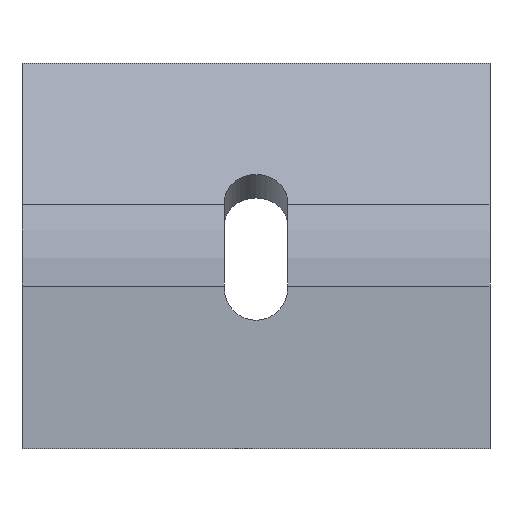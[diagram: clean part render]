
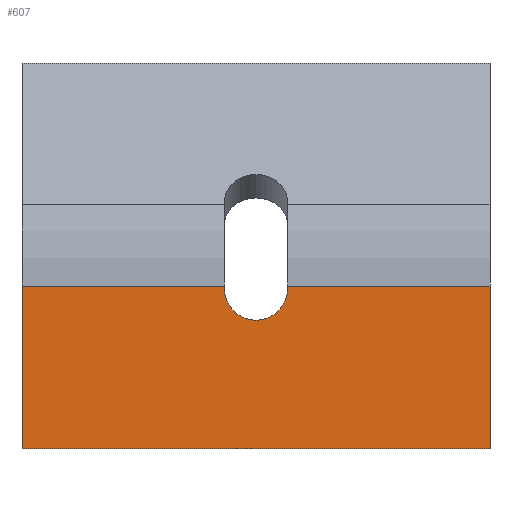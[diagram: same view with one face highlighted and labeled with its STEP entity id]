
A CAD part, left-side view. The second image highlights one B-rep face of the part: STEP entity #607.
In plain terms, the highlighted planar face has unit normal (-1, 0, 0).
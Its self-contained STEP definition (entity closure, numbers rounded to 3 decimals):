
#73=CARTESIAN_POINT('',(0.0,6.75,-7.697));
#74=VERTEX_POINT('',#73);
#92=CARTESIAN_POINT('',(0.0,50.,-7.697));
#93=VERTEX_POINT('',#92);
#101=CARTESIAN_POINT('',(0.0,6.75,-7.697));
#102=DIRECTION('',(0.0,1.0,0.0));
#103=VECTOR('',#102,43.25);
#104=LINE('',#101,#103);
#105=EDGE_CURVE('',#74,#93,#104,.T.);
#199=CARTESIAN_POINT('',(0.0,-50.,-7.697));
#200=VERTEX_POINT('',#199);
#218=CARTESIAN_POINT('',(0.0,-6.75,-7.697));
#219=VERTEX_POINT('',#218);
#227=CARTESIAN_POINT('',(0.0,-50.,-7.697));
#228=DIRECTION('',(0.0,1.0,0.0));
#229=VECTOR('',#228,43.25);
#230=LINE('',#227,#229);
#231=EDGE_CURVE('',#200,#219,#230,.T.);
#304=CARTESIAN_POINT('',(0.0,6.75,-8.25));
#305=VERTEX_POINT('',#304);
#306=CARTESIAN_POINT('',(0.0,6.75,-8.25));
#307=DIRECTION('',(0.0,0.0,1.0));
#308=VECTOR('',#307,0.553);
#309=LINE('',#306,#308);
#310=EDGE_CURVE('',#305,#74,#309,.T.);
#442=CARTESIAN_POINT('',(0.0,50.,-42.5));
#443=VERTEX_POINT('',#442);
#450=CARTESIAN_POINT('',(0.0,50.,-42.5));
#451=DIRECTION('',(0.0,0.0,1.0));
#452=VECTOR('',#451,34.803);
#453=LINE('',#450,#452);
#454=EDGE_CURVE('',#443,#93,#453,.T.);
#506=CARTESIAN_POINT('',(0.0,-50.,-42.5));
#507=VERTEX_POINT('',#506);
#508=CARTESIAN_POINT('',(0.0,-50.,-7.697));
#509=DIRECTION('',(0.0,0.0,-1.0));
#510=VECTOR('',#509,34.803);
#511=LINE('',#508,#510);
#512=EDGE_CURVE('',#200,#507,#511,.T.);
#535=CARTESIAN_POINT('',(0.0,-6.75,-8.25));
#536=VERTEX_POINT('',#535);
#543=CARTESIAN_POINT('',(0.0,-6.75,-7.697));
#544=DIRECTION('',(0.0,0.0,-1.0));
#545=VECTOR('',#544,0.553);
#546=LINE('',#543,#545);
#547=EDGE_CURVE('',#219,#536,#546,.T.);
#564=CARTESIAN_POINT('',(0.0,0.,-8.25));
#565=DIRECTION('',(1.0,0.0,0.0));
#566=DIRECTION('',(0.0,-1.0,0.0));
#567=AXIS2_PLACEMENT_3D('',#564,#565,#566);
#568=CIRCLE('',#567,6.75);
#569=EDGE_CURVE('',#536,#305,#568,.T.);
#582=CARTESIAN_POINT('',(0.0,-50.,-42.5));
#583=DIRECTION('',(0.0,1.0,0.0));
#584=VECTOR('',#583,100.0);
#585=LINE('',#582,#584);
#586=EDGE_CURVE('',#507,#443,#585,.T.);
#592=CARTESIAN_POINT('',(0.0,0.,0.0));
#593=DIRECTION('',(1.0,0.0,0.0));
#594=DIRECTION('',(0.0,0.0,-1.0));
#595=AXIS2_PLACEMENT_3D('',#592,#593,#594);
#596=PLANE('',#595);
#597=ORIENTED_EDGE('',*,*,#105,.T.);
#598=ORIENTED_EDGE('',*,*,#454,.F.);
#599=ORIENTED_EDGE('',*,*,#586,.F.);
#600=ORIENTED_EDGE('',*,*,#512,.F.);
#601=ORIENTED_EDGE('',*,*,#231,.T.);
#602=ORIENTED_EDGE('',*,*,#547,.T.);
#603=ORIENTED_EDGE('',*,*,#569,.T.);
#604=ORIENTED_EDGE('',*,*,#310,.T.);
#605=EDGE_LOOP('',(#597,#598,#599,#600,#601,#602,#603,#604));
#606=FACE_OUTER_BOUND('',#605,.T.);
#607=ADVANCED_FACE('',(#606),#596,.F.);
